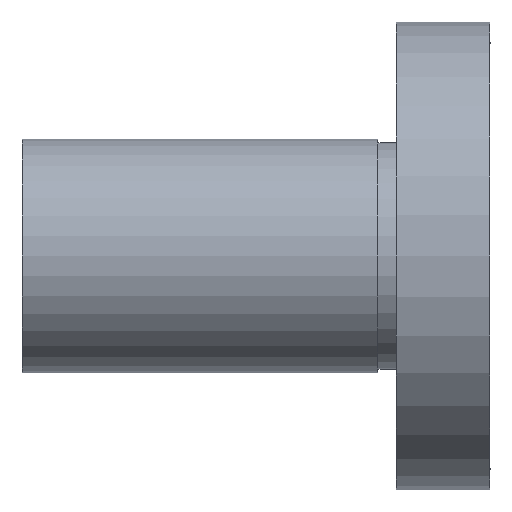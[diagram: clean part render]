
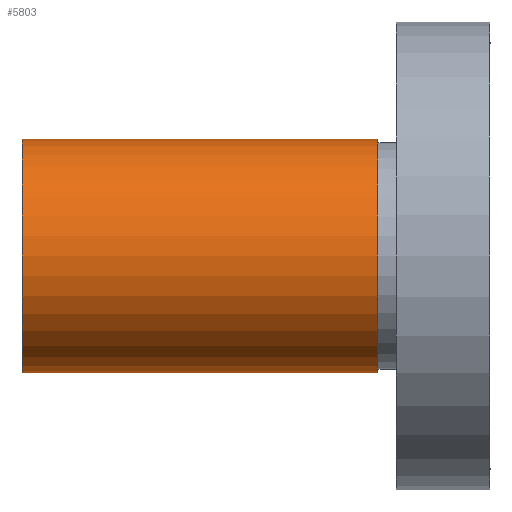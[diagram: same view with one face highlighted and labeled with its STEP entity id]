
A CAD part, left-side view. The second image highlights one B-rep face of the part: STEP entity #5803.
In plain terms, the highlighted cylindrical face has radius 6.346 mm (diameter 12.692 mm), a partial arc.
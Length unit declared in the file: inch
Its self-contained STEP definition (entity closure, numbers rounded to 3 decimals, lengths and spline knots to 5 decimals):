
#535 = DIRECTION ( 'NONE',  ( 0., 1., 0. ) ) ;
#601 = DIRECTION ( 'NONE',  ( 0., -1., 0. ) ) ;
#869 = AXIS2_PLACEMENT_3D ( 'NONE', #2324, #535, #14729 ) ;
#1749 = DIRECTION ( 'NONE',  ( 0., -1., 0. ) ) ;
#2324 = CARTESIAN_POINT ( 'NONE',  ( 0., 1., 0. ) ) ;
#2740 = FACE_OUTER_BOUND ( 'NONE', #18399, .T. ) ;
#3305 = CARTESIAN_POINT ( 'NONE',  ( 0., 1., -0.24985 ) ) ;
#3625 = AXIS2_PLACEMENT_3D ( 'NONE', #20655, #13294, #22259 ) ;
#4677 = LINE ( 'NONE', #3305, #8825 ) ;
#4809 = CARTESIAN_POINT ( 'NONE',  ( 0., 1., 0.24985 ) ) ;
#5094 = VERTEX_POINT ( 'NONE', #22552 ) ;
#5260 = EDGE_CURVE ( 'NONE', #20714, #5094, #7748, .T. ) ;
#5803 = ADVANCED_FACE ( 'NONE', ( #2740 ), #10512, .T. ) ;
#7297 = ORIENTED_EDGE ( 'NONE', *, *, #14426, .F. ) ;
#7748 = LINE ( 'NONE', #10780, #9696 ) ;
#8414 = AXIS2_PLACEMENT_3D ( 'NONE', #8875, #21433, #12544 ) ;
#8694 = EDGE_CURVE ( 'NONE', #17089, #5094, #18158, .T. ) ;
#8825 = VECTOR ( 'NONE', #1749, 39.37008 ) ;
#8875 = CARTESIAN_POINT ( 'NONE',  ( 0., 0.23937, 0. ) ) ;
#9696 = VECTOR ( 'NONE', #601, 39.37008 ) ;
#10512 = CYLINDRICAL_SURFACE ( 'NONE', #3625, 0.24985 ) ;
#10780 = CARTESIAN_POINT ( 'NONE',  ( 0., 1., 0.24985 ) ) ;
#11779 = CARTESIAN_POINT ( 'NONE',  ( 0., 0.23937, -0.24985 ) ) ;
#12544 = DIRECTION ( 'NONE',  ( 0., 0., 1. ) ) ;
#13021 = ORIENTED_EDGE ( 'NONE', *, *, #17245, .T. ) ;
#13294 = DIRECTION ( 'NONE',  ( 0., -1., 0. ) ) ;
#13422 = CARTESIAN_POINT ( 'NONE',  ( 0., 1., -0.24985 ) ) ;
#14426 = EDGE_CURVE ( 'NONE', #21156, #20714, #22341, .T. ) ;
#14729 = DIRECTION ( 'NONE',  ( 0., 0., 1. ) ) ;
#15326 = ORIENTED_EDGE ( 'NONE', *, *, #5260, .F. ) ;
#17089 = VERTEX_POINT ( 'NONE', #11779 ) ;
#17245 = EDGE_CURVE ( 'NONE', #21156, #17089, #4677, .T. ) ;
#18158 = CIRCLE ( 'NONE', #8414, 0.24985 ) ;
#18399 = EDGE_LOOP ( 'NONE', ( #15326, #7297, #13021, #22289 ) ) ;
#20655 = CARTESIAN_POINT ( 'NONE',  ( 0., 1., 0. ) ) ;
#20714 = VERTEX_POINT ( 'NONE', #4809 ) ;
#21156 = VERTEX_POINT ( 'NONE', #13422 ) ;
#21433 = DIRECTION ( 'NONE',  ( 0., 1., 0. ) ) ;
#22259 = DIRECTION ( 'NONE',  ( 0., 0., -1. ) ) ;
#22289 = ORIENTED_EDGE ( 'NONE', *, *, #8694, .T. ) ;
#22341 = CIRCLE ( 'NONE', #869, 0.24985 ) ;
#22552 = CARTESIAN_POINT ( 'NONE',  ( 0., 0.23937, 0.24985 ) ) ;
